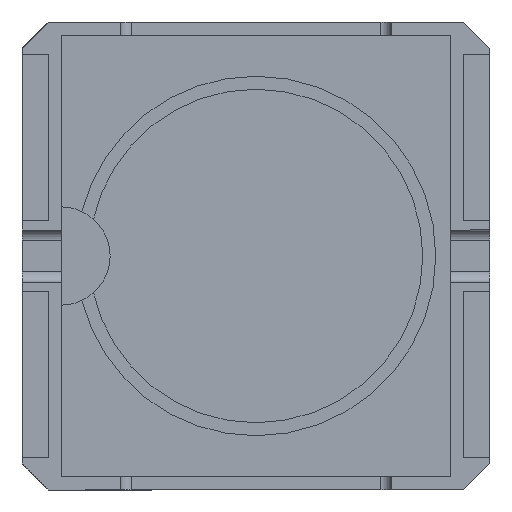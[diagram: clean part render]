
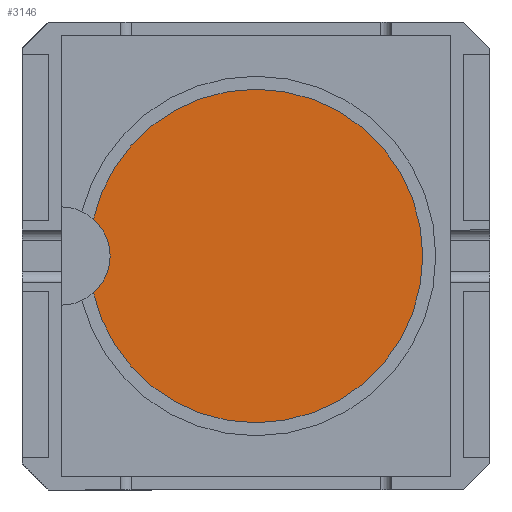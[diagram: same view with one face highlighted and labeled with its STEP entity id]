
A CAD part, front view. The second image highlights one B-rep face of the part: STEP entity #3146.
In plain terms, the highlighted planar face has unit normal (0, -1, 0).
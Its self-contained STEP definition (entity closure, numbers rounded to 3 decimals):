
#161 = CARTESIAN_POINT ( 'NONE',  ( -6.254, 0.4, -1.421 ) ) ;
#191 = FACE_OUTER_BOUND ( 'NONE', #1086, .T. ) ;
#269 = ORIENTED_EDGE ( 'NONE', *, *, #4743, .F. ) ;
#335 = AXIS2_PLACEMENT_3D ( 'NONE', #4781, #3635, #4852 ) ;
#367 = CARTESIAN_POINT ( 'NONE',  ( -6.254, 0.4, 1.421 ) ) ;
#425 = VERTEX_POINT ( 'NONE', #161 ) ;
#582 = DIRECTION ( 'NONE',  ( 0., 0., -1. ) ) ;
#638 = DIRECTION ( 'NONE',  ( 0., 1., 0. ) ) ;
#849 = CARTESIAN_POINT ( 'NONE',  ( -4.8, 0.4, 9. ) ) ;
#943 = CIRCLE ( 'NONE', #3085, 6.414 ) ;
#1019 = DIRECTION ( 'NONE',  ( 0., 0., 1. ) ) ;
#1050 = ORIENTED_EDGE ( 'NONE', *, *, #4805, .T. ) ;
#1086 = EDGE_LOOP ( 'NONE', ( #1050, #3562, #4745, #269 ) ) ;
#1131 = CIRCLE ( 'NONE', #2600, 6.414 ) ;
#1168 = DIRECTION ( 'NONE',  ( 0., 0., -1. ) ) ;
#1373 = VERTEX_POINT ( 'NONE', #4455 ) ;
#1539 = CARTESIAN_POINT ( 'NONE',  ( 0., 0.4, 0. ) ) ;
#1576 = DIRECTION ( 'NONE',  ( 0., 0., -1. ) ) ;
#1938 = DIRECTION ( 'NONE',  ( 0., 1., 0. ) ) ;
#1991 = PLANE ( 'NONE',  #2117 ) ;
#2017 = CARTESIAN_POINT ( 'NONE',  ( 0., 0.4, 6.414 ) ) ;
#2092 = DIRECTION ( 'NONE',  ( 0., 1., 0. ) ) ;
#2117 = AXIS2_PLACEMENT_3D ( 'NONE', #849, #4752, #1576 ) ;
#2417 = CIRCLE ( 'NONE', #4411, 1.889 ) ;
#2560 = CARTESIAN_POINT ( 'NONE',  ( -7.5, 0.4, 0. ) ) ;
#2600 = AXIS2_PLACEMENT_3D ( 'NONE', #1539, #1938, #1168 ) ;
#2861 = CARTESIAN_POINT ( 'NONE',  ( 0., 0.4, 0. ) ) ;
#3085 = AXIS2_PLACEMENT_3D ( 'NONE', #2861, #2092, #582 ) ;
#3146 = ADVANCED_FACE ( 'NONE', ( #191 ), #1991, .F. ) ;
#3561 = VERTEX_POINT ( 'NONE', #2017 ) ;
#3562 = ORIENTED_EDGE ( 'NONE', *, *, #3881, .F. ) ;
#3635 = DIRECTION ( 'NONE',  ( 0., 1., 0. ) ) ;
#3881 = EDGE_CURVE ( 'NONE', #1373, #425, #5013, .T. ) ;
#4411 = AXIS2_PLACEMENT_3D ( 'NONE', #2560, #638, #1019 ) ;
#4455 = CARTESIAN_POINT ( 'NONE',  ( 0., 0.4, -6.414 ) ) ;
#4534 = VERTEX_POINT ( 'NONE', #367 ) ;
#4743 = EDGE_CURVE ( 'NONE', #4534, #3561, #943, .T. ) ;
#4745 = ORIENTED_EDGE ( 'NONE', *, *, #5055, .F. ) ;
#4752 = DIRECTION ( 'NONE',  ( 0., 1., 0. ) ) ;
#4781 = CARTESIAN_POINT ( 'NONE',  ( 0., 0.4, 0. ) ) ;
#4805 = EDGE_CURVE ( 'NONE', #4534, #425, #2417, .T. ) ;
#4852 = DIRECTION ( 'NONE',  ( 0., 0., -1. ) ) ;
#5013 = CIRCLE ( 'NONE', #335, 6.414 ) ;
#5055 = EDGE_CURVE ( 'NONE', #3561, #1373, #1131, .T. ) ;
